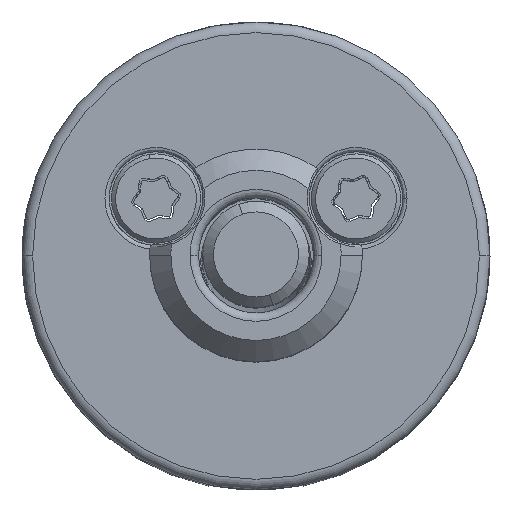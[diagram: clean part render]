
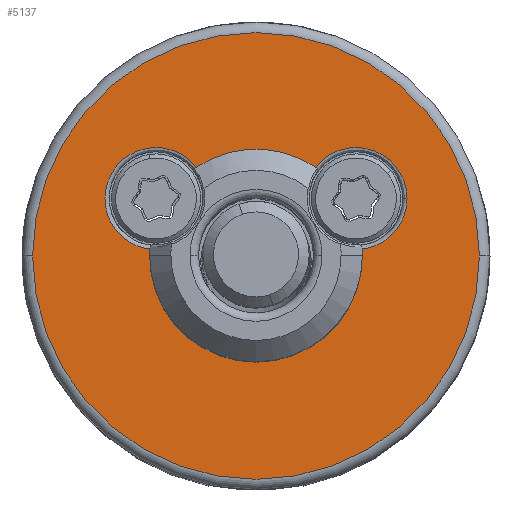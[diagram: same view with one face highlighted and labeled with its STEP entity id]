
A CAD part, top view. The second image highlights one B-rep face of the part: STEP entity #5137.
In plain terms, the highlighted planar face has unit normal (0, 0, 1).
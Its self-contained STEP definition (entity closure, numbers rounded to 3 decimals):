
#13 = VERTEX_POINT ( 'NONE', #7546 ) ;
#145 = AXIS2_PLACEMENT_3D ( 'NONE', #11761, #1031, #13540 ) ;
#869 = CARTESIAN_POINT ( 'NONE',  ( 7.1, 2.7, 136.6 ) ) ;
#1031 = DIRECTION ( 'NONE',  ( 0., 0., -1. ) ) ;
#1040 = VERTEX_POINT ( 'NONE', #11153 ) ;
#1137 = VERTEX_POINT ( 'NONE', #869 ) ;
#1372 = CIRCLE ( 'NONE', #145, 4.8 ) ;
#1690 = CIRCLE ( 'NONE', #2224, 4.8 ) ;
#1999 = CARTESIAN_POINT ( 'NONE',  ( 0., 0., 136.6 ) ) ;
#2061 = PLANE ( 'NONE',  #12831 ) ;
#2110 = DIRECTION ( 'NONE',  ( 0., 0., -1. ) ) ;
#2145 = CARTESIAN_POINT ( 'NONE',  ( 0., 0., 136.6 ) ) ;
#2224 = AXIS2_PLACEMENT_3D ( 'NONE', #12826, #2110, #14606 ) ;
#2242 = CARTESIAN_POINT ( 'NONE',  ( 4.7, 2.7, 136.6 ) ) ;
#2933 = ORIENTED_EDGE ( 'NONE', *, *, #19288, .T. ) ;
#2970 = CARTESIAN_POINT ( 'NONE',  ( 0., 0., 136.6 ) ) ;
#3006 = EDGE_CURVE ( 'NONE', #20763, #1040, #19776, .T. ) ;
#3803 = DIRECTION ( 'NONE',  ( 0., 1., 0. ) ) ;
#3973 = DIRECTION ( 'NONE',  ( 1., 0., 0. ) ) ;
#4065 = DIRECTION ( 'NONE',  ( 1., 0., 0. ) ) ;
#4205 = ORIENTED_EDGE ( 'NONE', *, *, #5113, .T. ) ;
#4806 = DIRECTION ( 'NONE',  ( 1., 0., 0. ) ) ;
#4996 = CARTESIAN_POINT ( 'NONE',  ( -2.674, 3.986, 136.6 ) ) ;
#5113 = EDGE_CURVE ( 'NONE', #12502, #7172, #5192, .T. ) ;
#5137 = ADVANCED_FACE ( 'NONE', ( #21352, #11892 ), #2061, .T. ) ;
#5192 = CIRCLE ( 'NONE', #20456, 4.8 ) ;
#5866 = CIRCLE ( 'NONE', #21284, 2.4 ) ;
#6019 = ORIENTED_EDGE ( 'NONE', *, *, #22946, .T. ) ;
#6025 = AXIS2_PLACEMENT_3D ( 'NONE', #2242, #14747, #4065 ) ;
#6127 = EDGE_LOOP ( 'NONE', ( #17063, #18744 ) ) ;
#7172 = VERTEX_POINT ( 'NONE', #21272 ) ;
#7546 = CARTESIAN_POINT ( 'NONE',  ( 4.791, 0.302, 136.6 ) ) ;
#8406 = CARTESIAN_POINT ( 'NONE',  ( -4.791, 0.302, 136.6 ) ) ;
#8635 = CARTESIAN_POINT ( 'NONE',  ( 0., 0., 136.6 ) ) ;
#8783 = DIRECTION ( 'NONE',  ( 0., 0., -1. ) ) ;
#8945 = CARTESIAN_POINT ( 'NONE',  ( 10.5, 0., 136.6 ) ) ;
#9001 = VERTEX_POINT ( 'NONE', #4996 ) ;
#9410 = DIRECTION ( 'NONE',  ( 0., 0., -1. ) ) ;
#9641 = AXIS2_PLACEMENT_3D ( 'NONE', #2970, #15477, #4806 ) ;
#10415 = DIRECTION ( 'NONE',  ( 1., 0., 0. ) ) ;
#10759 = EDGE_CURVE ( 'NONE', #18315, #9001, #16753, .T. ) ;
#11153 = CARTESIAN_POINT ( 'NONE',  ( -10.5, 0., 136.6 ) ) ;
#11761 = CARTESIAN_POINT ( 'NONE',  ( 0., 0., 136.6 ) ) ;
#11892 = FACE_BOUND ( 'NONE', #22816, .T. ) ;
#12290 = EDGE_CURVE ( 'NONE', #1040, #20763, #14724, .T. ) ;
#12502 = VERTEX_POINT ( 'NONE', #17794 ) ;
#12826 = CARTESIAN_POINT ( 'NONE',  ( 0., 0., 136.6 ) ) ;
#12831 = AXIS2_PLACEMENT_3D ( 'NONE', #2145, #14639, #3973 ) ;
#13540 = DIRECTION ( 'NONE',  ( 0., 1., 0. ) ) ;
#14482 = DIRECTION ( 'NONE',  ( 0., 0., -1. ) ) ;
#14606 = DIRECTION ( 'NONE',  ( 0., 1., 0. ) ) ;
#14639 = DIRECTION ( 'NONE',  ( 0., 0., 1. ) ) ;
#14724 = CIRCLE ( 'NONE', #9641, 10.5 ) ;
#14747 = DIRECTION ( 'NONE',  ( 0., 0., -1. ) ) ;
#14787 = EDGE_CURVE ( 'NONE', #7172, #1137, #5866, .T. ) ;
#15477 = DIRECTION ( 'NONE',  ( 0., 0., 1. ) ) ;
#15544 = ORIENTED_EDGE ( 'NONE', *, *, #10759, .T. ) ;
#16753 = CIRCLE ( 'NONE', #20057, 2.4 ) ;
#17059 = EDGE_CURVE ( 'NONE', #9001, #12502, #1690, .T. ) ;
#17063 = ORIENTED_EDGE ( 'NONE', *, *, #3006, .T. ) ;
#17794 = CARTESIAN_POINT ( 'NONE',  ( 0., 4.8, 136.6 ) ) ;
#18315 = VERTEX_POINT ( 'NONE', #8406 ) ;
#18744 = ORIENTED_EDGE ( 'NONE', *, *, #12290, .T. ) ;
#19288 = EDGE_CURVE ( 'NONE', #13, #18315, #1372, .T. ) ;
#19447 = CARTESIAN_POINT ( 'NONE',  ( -4.7, 2.7, 136.6 ) ) ;
#19776 = CIRCLE ( 'NONE', #20255, 10.5 ) ;
#20057 = AXIS2_PLACEMENT_3D ( 'NONE', #19447, #8783, #21227 ) ;
#20089 = CARTESIAN_POINT ( 'NONE',  ( 4.7, 2.7, 136.6 ) ) ;
#20255 = AXIS2_PLACEMENT_3D ( 'NONE', #8635, #21070, #10415 ) ;
#20456 = AXIS2_PLACEMENT_3D ( 'NONE', #1999, #14482, #3803 ) ;
#20763 = VERTEX_POINT ( 'NONE', #8945 ) ;
#20926 = ORIENTED_EDGE ( 'NONE', *, *, #17059, .T. ) ;
#21070 = DIRECTION ( 'NONE',  ( 0., 0., 1. ) ) ;
#21227 = DIRECTION ( 'NONE',  ( 1., 0., 0. ) ) ;
#21272 = CARTESIAN_POINT ( 'NONE',  ( 2.674, 3.986, 136.6 ) ) ;
#21284 = AXIS2_PLACEMENT_3D ( 'NONE', #20089, #9410, #21868 ) ;
#21352 = FACE_OUTER_BOUND ( 'NONE', #6127, .T. ) ;
#21868 = DIRECTION ( 'NONE',  ( 1., 0., 0. ) ) ;
#22563 = CIRCLE ( 'NONE', #6025, 2.4 ) ;
#22631 = ORIENTED_EDGE ( 'NONE', *, *, #14787, .T. ) ;
#22816 = EDGE_LOOP ( 'NONE', ( #20926, #4205, #22631, #6019, #2933, #15544 ) ) ;
#22946 = EDGE_CURVE ( 'NONE', #1137, #13, #22563, .T. ) ;
